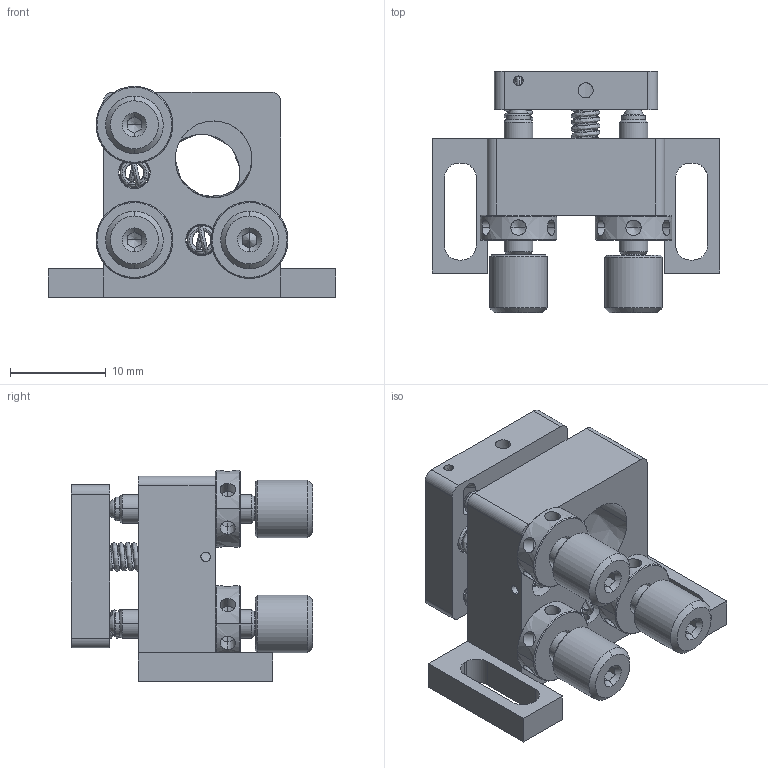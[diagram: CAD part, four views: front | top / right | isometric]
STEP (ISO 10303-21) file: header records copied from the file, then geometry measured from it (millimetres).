
FILE_DESCRIPTION(/* description */ (''),/* implementation_level */ '2;1');
FILE_NAME(/* name */ 'SMM3Fix',/* time_stamp */ '2021-08-20T18:08:12+03:00',/* author */ (''),/* organization */ (''),/* preprocessor_version */ 'ST-DEVELOPER v15',/* originating_system */ '',/* authorisation */ '');
FILE_SCHEMA (('AUTOMOTIVE_DESIGN'));
Length unit declared in the file: millimetre
Products named in the file (7): Document; SMM-3 Миниатюрный \X2\04400435
 \X2\043404350440043604300442
 с фиксацией; SMM-3 Миниатюрный \X2\04400435
 \X2\043404350440043604300442
 с \X2\04440438043A044104300446043804350439
\X0\_Substitute_2; Block 01; Block 02; Block 03
Assembly tree (6 placements, depth 5):
  Document
    Document
      SMM-3 Миниатюрный \X2\04400435
 \X2\043404350440043604300442
 с фиксацией
        SMM-3 Миниатюрный \X2\04400435
 \X2\043404350440043604300442
 с \X2\04440438043A044104300446043804350439
\X0\_Substitute_2
          Block 01
          Block 02
          Block 03
Bounding box: 30 x 25.15 x 22 mm (x, y, z)
Volume: 4577.2 mm3; surface area: 6777.4 mm2
Topology: 26 solids, 41 shells, 522 faces, 1312 edges, 800 vertices
Faces by surface type: bspline 522
Entity records: 46681 total; most frequent: CARTESIAN_POINT 31308, ORIENTED_EDGE 2408, PCURVE 2408, DEFINITIONAL_REPRESENTATION 2408, B_SPLINE_CURVE_WITH_KNOTS 2357, SURFACE_CURVE 1240, EDGE_CURVE 1240, VERTEX_POINT 800
